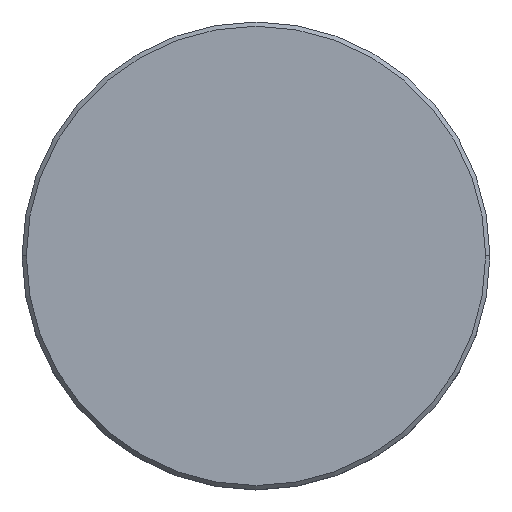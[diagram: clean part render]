
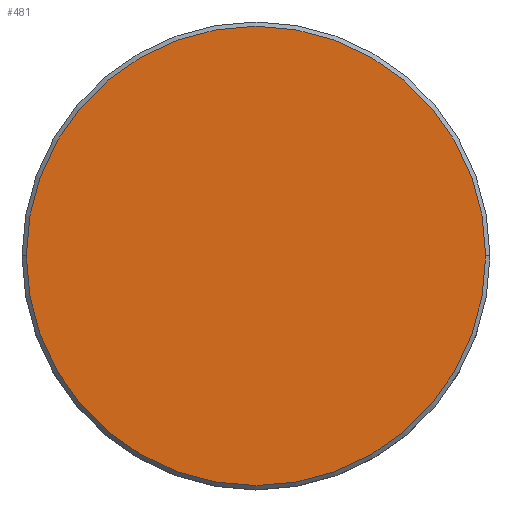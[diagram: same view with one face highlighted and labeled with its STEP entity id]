
A CAD part, top view. The second image highlights one B-rep face of the part: STEP entity #481.
In plain terms, the highlighted planar face has unit normal (0, 0, 1).
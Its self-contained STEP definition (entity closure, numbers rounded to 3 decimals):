
#25 = CARTESIAN_POINT ( 'NONE',  ( 0., 0., 0. ) ) ;
#41 = VERTEX_POINT ( 'NONE', #545 ) ;
#44 = CARTESIAN_POINT ( 'NONE',  ( 0., 0., 0. ) ) ;
#60 = CIRCLE ( 'NONE', #147, 27. ) ;
#81 = FACE_OUTER_BOUND ( 'NONE', #382, .T. ) ;
#99 = CARTESIAN_POINT ( 'NONE',  ( 27., 0., 0. ) ) ;
#147 = AXIS2_PLACEMENT_3D ( 'NONE', #25, #400, #532 ) ;
#150 = DIRECTION ( 'NONE',  ( 1., 0., 0. ) ) ;
#201 = EDGE_CURVE ( 'NONE', #554, #41, #60, .T. ) ;
#299 = CIRCLE ( 'NONE', #336, 27. ) ;
#305 = DIRECTION ( 'NONE',  ( 0., 0., 1. ) ) ;
#336 = AXIS2_PLACEMENT_3D ( 'NONE', #44, #565, #150 ) ;
#348 = PLANE ( 'NONE',  #504 ) ;
#382 = EDGE_LOOP ( 'NONE', ( #593, #431 ) ) ;
#400 = DIRECTION ( 'NONE',  ( 0., 0., 1. ) ) ;
#431 = ORIENTED_EDGE ( 'NONE', *, *, #201, .T. ) ;
#481 = ADVANCED_FACE ( 'NONE', ( #81 ), #348, .T. ) ;
#491 = DIRECTION ( 'NONE',  ( 1., 0., 0. ) ) ;
#504 = AXIS2_PLACEMENT_3D ( 'NONE', #530, #305, #491 ) ;
#530 = CARTESIAN_POINT ( 'NONE',  ( 0., 0., 0. ) ) ;
#532 = DIRECTION ( 'NONE',  ( 1., 0., 0. ) ) ;
#545 = CARTESIAN_POINT ( 'NONE',  ( -27., 0., 0. ) ) ;
#554 = VERTEX_POINT ( 'NONE', #99 ) ;
#565 = DIRECTION ( 'NONE',  ( 0., 0., 1. ) ) ;
#588 = EDGE_CURVE ( 'NONE', #41, #554, #299, .T. ) ;
#593 = ORIENTED_EDGE ( 'NONE', *, *, #588, .T. ) ;
